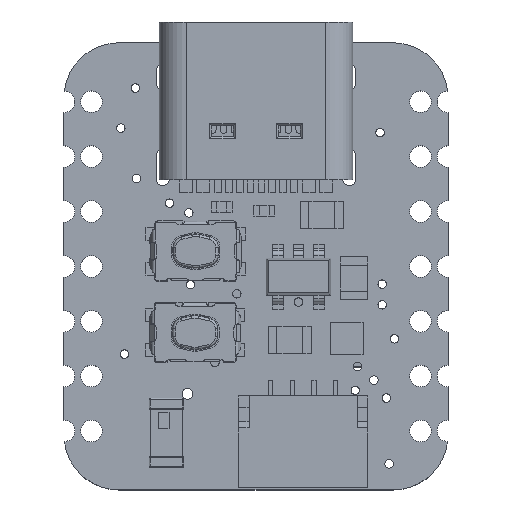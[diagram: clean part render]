
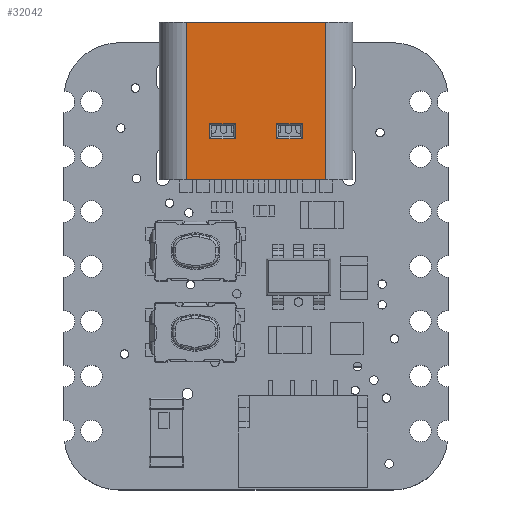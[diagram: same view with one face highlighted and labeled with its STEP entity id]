
A CAD part, top view. The second image highlights one B-rep face of the part: STEP entity #32042.
In plain terms, the highlighted planar face has unit normal (0, 0, 1).
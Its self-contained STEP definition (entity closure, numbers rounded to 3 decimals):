
#1339=FACE_BOUND('',#5089,.T.);
#1340=FACE_BOUND('',#5090,.T.);
#1680=PLANE('',#34455);
#3233=FACE_OUTER_BOUND('',#5088,.T.);
#5088=EDGE_LOOP('',(#25156,#25157,#25158,#25159));
#5089=EDGE_LOOP('',(#25160,#25161,#25162,#25163));
#5090=EDGE_LOOP('',(#25164,#25165,#25166,#25167));
#8195=LINE('',#49725,#11911);
#8210=LINE('',#49791,#11926);
#8211=LINE('',#49793,#11927);
#8212=LINE('',#49794,#11928);
#8213=LINE('',#49797,#11929);
#8214=LINE('',#49799,#11930);
#8215=LINE('',#49801,#11931);
#8216=LINE('',#49802,#11932);
#8217=LINE('',#49805,#11933);
#8218=LINE('',#49807,#11934);
#8219=LINE('',#49809,#11935);
#8220=LINE('',#49810,#11936);
#11911=VECTOR('',#39146,6.44);
#11926=VECTOR('',#39219,7.3);
#11927=VECTOR('',#39220,6.44);
#11928=VECTOR('',#39221,7.3);
#11929=VECTOR('',#39222,1.2);
#11930=VECTOR('',#39223,0.7);
#11931=VECTOR('',#39224,1.2);
#11932=VECTOR('',#39225,0.7);
#11933=VECTOR('',#39226,1.2);
#11934=VECTOR('',#39227,0.7);
#11935=VECTOR('',#39228,1.2);
#11936=VECTOR('',#39229,0.7);
#15601=VERTEX_POINT('',#49722);
#15602=VERTEX_POINT('',#49724);
#15624=VERTEX_POINT('',#49790);
#15625=VERTEX_POINT('',#49792);
#15626=VERTEX_POINT('',#49795);
#15627=VERTEX_POINT('',#49796);
#15628=VERTEX_POINT('',#49798);
#15629=VERTEX_POINT('',#49800);
#15630=VERTEX_POINT('',#49803);
#15631=VERTEX_POINT('',#49804);
#15632=VERTEX_POINT('',#49806);
#15633=VERTEX_POINT('',#49808);
#19109=EDGE_CURVE('',#15602,#15601,#8195,.T.);
#19145=EDGE_CURVE('',#15601,#15624,#8210,.F.);
#19146=EDGE_CURVE('',#15625,#15624,#8211,.T.);
#19147=EDGE_CURVE('',#15625,#15602,#8212,.T.);
#19148=EDGE_CURVE('',#15626,#15627,#8213,.T.);
#19149=EDGE_CURVE('',#15627,#15628,#8214,.T.);
#19150=EDGE_CURVE('',#15628,#15629,#8215,.T.);
#19151=EDGE_CURVE('',#15629,#15626,#8216,.T.);
#19152=EDGE_CURVE('',#15630,#15631,#8217,.T.);
#19153=EDGE_CURVE('',#15631,#15632,#8218,.T.);
#19154=EDGE_CURVE('',#15632,#15633,#8219,.T.);
#19155=EDGE_CURVE('',#15633,#15630,#8220,.T.);
#25156=ORIENTED_EDGE('',*,*,#19109,.T.);
#25157=ORIENTED_EDGE('',*,*,#19145,.T.);
#25158=ORIENTED_EDGE('',*,*,#19146,.F.);
#25159=ORIENTED_EDGE('',*,*,#19147,.T.);
#25160=ORIENTED_EDGE('',*,*,#19148,.T.);
#25161=ORIENTED_EDGE('',*,*,#19149,.T.);
#25162=ORIENTED_EDGE('',*,*,#19150,.T.);
#25163=ORIENTED_EDGE('',*,*,#19151,.T.);
#25164=ORIENTED_EDGE('',*,*,#19152,.T.);
#25165=ORIENTED_EDGE('',*,*,#19153,.T.);
#25166=ORIENTED_EDGE('',*,*,#19154,.T.);
#25167=ORIENTED_EDGE('',*,*,#19155,.T.);
#32042=ADVANCED_FACE('',(#3233,#1339,#1340),#1680,.F.);
#34455=AXIS2_PLACEMENT_3D('',#49789,#39217,#39218);
#39146=DIRECTION('',(-1.,0.,0.));
#39217=DIRECTION('center_axis',(0.,0.,-1.));
#39218=DIRECTION('ref_axis',(1.,0.,0.));
#39219=DIRECTION('',(0.,1.,0.));
#39220=DIRECTION('',(-1.,0.,0.));
#39221=DIRECTION('',(0.,1.,0.));
#39222=DIRECTION('',(1.,0.,0.));
#39223=DIRECTION('',(0.,-1.,0.));
#39224=DIRECTION('',(-1.,0.,0.));
#39225=DIRECTION('',(0.,1.,0.));
#39226=DIRECTION('',(1.,0.,0.));
#39227=DIRECTION('',(0.,-1.,0.));
#39228=DIRECTION('',(-1.,0.,0.));
#39229=DIRECTION('',(0.,1.,0.));
#49722=CARTESIAN_POINT('',(-3.22,3.55,3.2));
#49724=CARTESIAN_POINT('',(3.22,3.55,3.2));
#49725=CARTESIAN_POINT('',(3.22,3.55,3.2));
#49789=CARTESIAN_POINT('Origin',(-4.47,-3.75,3.2));
#49790=CARTESIAN_POINT('',(-3.22,-3.75,3.2));
#49791=CARTESIAN_POINT('',(-3.22,-3.75,3.2));
#49792=CARTESIAN_POINT('',(3.22,-3.75,3.2));
#49793=CARTESIAN_POINT('',(3.22,-3.75,3.2));
#49794=CARTESIAN_POINT('',(3.22,-3.75,3.2));
#49795=CARTESIAN_POINT('',(-2.15,1.65,3.2));
#49796=CARTESIAN_POINT('',(-0.95,1.65,3.2));
#49797=CARTESIAN_POINT('',(-2.15,1.65,3.2));
#49798=CARTESIAN_POINT('',(-0.95,0.95,3.2));
#49799=CARTESIAN_POINT('',(-0.95,1.65,3.2));
#49800=CARTESIAN_POINT('',(-2.15,0.95,3.2));
#49801=CARTESIAN_POINT('',(-0.95,0.95,3.2));
#49802=CARTESIAN_POINT('',(-2.15,0.95,3.2));
#49803=CARTESIAN_POINT('',(0.95,1.65,3.2));
#49804=CARTESIAN_POINT('',(2.15,1.65,3.2));
#49805=CARTESIAN_POINT('',(0.95,1.65,3.2));
#49806=CARTESIAN_POINT('',(2.15,0.95,3.2));
#49807=CARTESIAN_POINT('',(2.15,1.65,3.2));
#49808=CARTESIAN_POINT('',(0.95,0.95,3.2));
#49809=CARTESIAN_POINT('',(2.15,0.95,3.2));
#49810=CARTESIAN_POINT('',(0.95,0.95,3.2));
